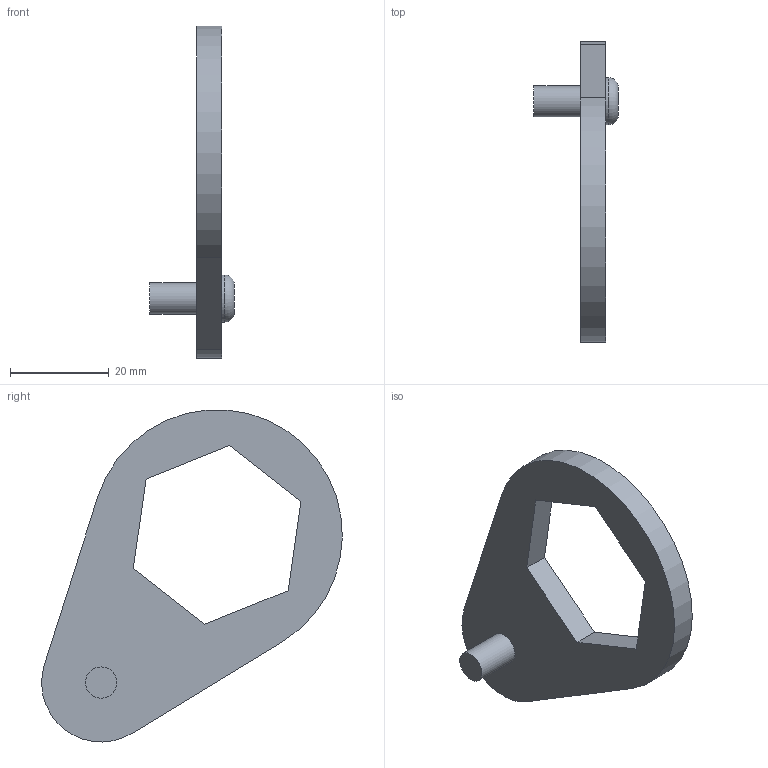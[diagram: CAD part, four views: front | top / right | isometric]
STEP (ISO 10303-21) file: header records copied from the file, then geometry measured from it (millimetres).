
FILE_DESCRIPTION( ( '' ), ' ' );
FILE_NAME( '5dad7002e3b2ec158d19b1fc.step', '2019-10-21T08:44:50', ( '' ), ( '' ), ' ', ' ', ' ' );
FILE_SCHEMA( ( 'AUTOMOTIVE_DESIGN { 1 0 10303 214 1 1 1 1 }' ) );
Length unit declared in the file: metre
Products named in the file (1): Part 58
Bounding box: 17.14 x 60.98 x 67.35 mm (x, y, z)
Volume: 10036.4 mm3; surface area: 5577.3 mm2
Topology: 1 solids, 1 shells, 17 faces, 38 edges, 25 vertices
Faces by surface type: plane 12, cylinder 4, torus 1
Full cylindrical faces by diameter (mm): 6.35 x1, 9.525 x1
Entity records: 614 total; most frequent: DIRECTION 80, CARTESIAN_POINT 78, ORIENTED_EDGE 70, EDGE_CURVE 35, AXIS2_PLACEMENT_3D 27, LINE 26, VECTOR 26, VERTEX_POINT 25
